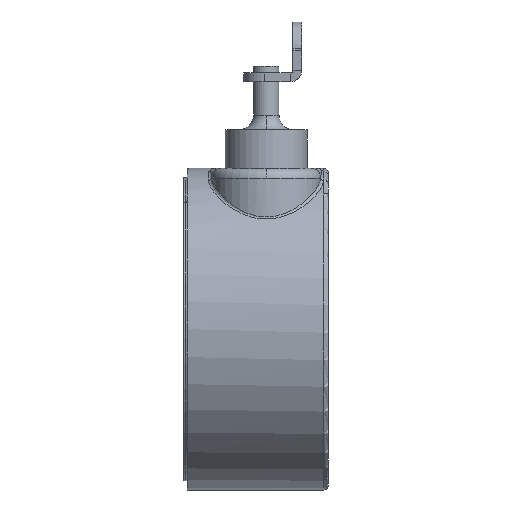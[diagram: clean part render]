
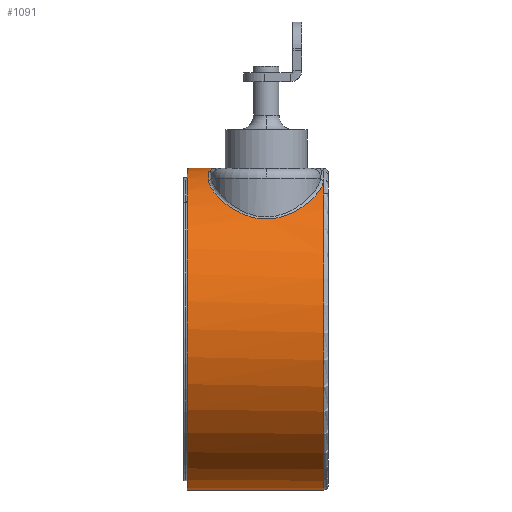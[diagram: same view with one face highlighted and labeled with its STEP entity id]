
A CAD part, left-side view. The second image highlights one B-rep face of the part: STEP entity #1091.
In plain terms, the highlighted cylindrical face has radius 8.255 mm (diameter 16.51 mm), a partial arc.
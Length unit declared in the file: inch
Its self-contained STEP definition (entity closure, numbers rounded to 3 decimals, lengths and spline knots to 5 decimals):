
#125 = AXIS2_PLACEMENT_3D ( 'NONE', #13644, #11825, #20176 ) ;
#608 = CYLINDRICAL_SURFACE ( 'NONE', #8153, 0.325 ) ;
#948 = CARTESIAN_POINT ( 'NONE',  ( 0., 0.236, 0.325 ) ) ;
#1091 = ADVANCED_FACE ( 'NONE', ( #10768 ), #608, .T. ) ;
#1237 = CARTESIAN_POINT ( 'NONE',  ( -0.22013, 0.18661, 0.23917 ) ) ;
#1348 = CARTESIAN_POINT ( 'NONE',  ( -0.20695, 0.04756, 0.25068 ) ) ;
#1450 = EDGE_CURVE ( 'NONE', #20435, #2005, #11190, .T. ) ;
#1573 = CARTESIAN_POINT ( 'NONE',  ( -0.23574, 0.1094, 0.22373 ) ) ;
#1695 = EDGE_LOOP ( 'NONE', ( #12841, #16136, #9525, #5802, #3465, #21995, #22182 ) ) ;
#2005 = VERTEX_POINT ( 'NONE', #18559 ) ;
#2392 = CIRCLE ( 'NONE', #20829, 0.325 ) ;
#2626 = CIRCLE ( 'NONE', #125, 0.325 ) ;
#2740 = AXIS2_PLACEMENT_3D ( 'NONE', #12641, #19497, #10920 ) ;
#3465 = ORIENTED_EDGE ( 'NONE', *, *, #15352, .T. ) ;
#3489 = CARTESIAN_POINT ( 'NONE',  ( -0.23642, 0.13412, 0.223 ) ) ;
#3869 = CARTESIAN_POINT ( 'NONE',  ( 0., 0.236, 0.325 ) ) ;
#4855 = CARTESIAN_POINT ( 'NONE',  ( -0.17958, 0.22758, 0.27132 ) ) ;
#4964 = CARTESIAN_POINT ( 'NONE',  ( -0.21167, 0.19885, 0.24668 ) ) ;
#5071 = CARTESIAN_POINT ( 'NONE',  ( -0.2237, 0.07177, 0.2358 ) ) ;
#5315 = CARTESIAN_POINT ( 'NONE',  ( 0., 0.285, 0.325 ) ) ;
#5558 = CARTESIAN_POINT ( 'NONE',  ( -0.04109, 0.24109, 0.32256 ) ) ;
#5802 = ORIENTED_EDGE ( 'NONE', *, *, #13590, .T. ) ;
#6432 = CARTESIAN_POINT ( 'NONE',  ( -0.23662, 0.11752, 0.2228 ) ) ;
#6457 = CARTESIAN_POINT ( 'NONE',  ( 0., 1.645, 0. ) ) ;
#6542 = CARTESIAN_POINT ( 'NONE',  ( -0.22994, 0.16592, 0.22972 ) ) ;
#6650 = CARTESIAN_POINT ( 'NONE',  ( -0.15945, 0.01594, 0.2833 ) ) ;
#6714 = VERTEX_POINT ( 'NONE', #5315 ) ;
#6871 = CARTESIAN_POINT ( 'NONE',  ( -0.17287, 0.02158, 0.27532 ) ) ;
#7261 = EDGE_CURVE ( 'NONE', #17904, #8559, #9311, .T. ) ;
#8104 = VECTOR ( 'NONE', #14088, 39.37008 ) ;
#8148 = CARTESIAN_POINT ( 'NONE',  ( -0.17917, 0.02498, 0.27124 ) ) ;
#8153 = AXIS2_PLACEMENT_3D ( 'NONE', #6457, #16420, #17995 ) ;
#8253 = CARTESIAN_POINT ( 'NONE',  ( -0.21996, 0.06512, 0.23932 ) ) ;
#8328 = EDGE_CURVE ( 'NONE', #6714, #8559, #2392, .T. ) ;
#8559 = VERTEX_POINT ( 'NONE', #21135 ) ;
#8597 = CARTESIAN_POINT ( 'NONE',  ( -0.23234, 0.09341, 0.22727 ) ) ;
#8971 = CARTESIAN_POINT ( 'NONE',  ( -0.0616, 0.242, 0.31911 ) ) ;
#9311 = LINE ( 'NONE', #21290, #10850 ) ;
#9525 = ORIENTED_EDGE ( 'NONE', *, *, #1450, .T. ) ;
#9659 = B_SPLINE_CURVE_WITH_KNOTS ( 'NONE', 3,
 ( #8971, #15866, #5558, #14183, #19347, #3869 ),
 .UNSPECIFIED., .F., .F.,
 ( 4, 2, 4 ),
 ( 0., 0.00079, 0.00159 ),
 .UNSPECIFIED. ) ;
#10572 = DIRECTION ( 'NONE',  ( 0., -1., 0. ) ) ;
#10768 = FACE_OUTER_BOUND ( 'NONE', #1695, .T. ) ;
#10850 = VECTOR ( 'NONE', #21513, 39.37008 ) ;
#10920 = DIRECTION ( 'NONE',  ( 0., 0., 1. ) ) ;
#11190 = B_SPLINE_CURVE_WITH_KNOTS ( 'NONE', 3,
 ( #18532, #17174, #22362, #15142, #6650, #6871, #8148, #15258, #16831, #1348, #20572, #8253, #5071, #21921, #8597, #1573, #6432, #22031, #3489, #12109, #11772, #20343, #6542, #16942, #1237, #4964, #11881, #13360, #4855, #11995, #18745, #13801 ),
 .UNSPECIFIED., .F., .F.,
 ( 4, 2, 2, 2, 2, 2, 2, 2, 2, 2, 2, 2, 2, 2, 2, 4 ),
 ( 0., 0.00063, 0.00125, 0.00188, 0.00251, 0.00313, 0.00376, 0.00438, 0.00501, 0.00532, 0.00564, 0.00626, 0.00689, 0.00752, 0.00877, 0.01002 ),
 .UNSPECIFIED. ) ;
#11772 = CARTESIAN_POINT ( 'NONE',  ( -0.23493, 0.14637, 0.22457 ) ) ;
#11825 = DIRECTION ( 'NONE',  ( 0., 1., 0. ) ) ;
#11829 = EDGE_CURVE ( 'NONE', #20950, #6714, #19153, .T. ) ;
#11881 = CARTESIAN_POINT ( 'NONE',  ( -0.207, 0.20438, 0.25064 ) ) ;
#11995 = CARTESIAN_POINT ( 'NONE',  ( -0.15302, 0.23878, 0.28714 ) ) ;
#12109 = CARTESIAN_POINT ( 'NONE',  ( -0.23557, 0.14234, 0.2239 ) ) ;
#12641 = CARTESIAN_POINT ( 'NONE',  ( 0., 0.242, 0. ) ) ;
#12841 = ORIENTED_EDGE ( 'NONE', *, *, #7261, .F. ) ;
#13237 = CIRCLE ( 'NONE', #2740, 0.325 ) ;
#13360 = CARTESIAN_POINT ( 'NONE',  ( -0.19169, 0.21945, 0.26277 ) ) ;
#13590 = EDGE_CURVE ( 'NONE', #2005, #14360, #13237, .T. ) ;
#13644 = CARTESIAN_POINT ( 'NONE',  ( 0., 0.01, 0. ) ) ;
#13801 = CARTESIAN_POINT ( 'NONE',  ( -0.12273, 0.242, 0.30093 ) ) ;
#14088 = DIRECTION ( 'NONE',  ( 0., 1., 0. ) ) ;
#14183 = CARTESIAN_POINT ( 'NONE',  ( -0.02057, 0.23883, 0.32451 ) ) ;
#14360 = VERTEX_POINT ( 'NONE', #22261 ) ;
#14520 = CARTESIAN_POINT ( 'NONE',  ( 0., 0.285, 0. ) ) ;
#15142 = CARTESIAN_POINT ( 'NONE',  ( -0.1524, 0.01375, 0.28717 ) ) ;
#15258 = CARTESIAN_POINT ( 'NONE',  ( -0.19106, 0.03291, 0.26301 ) ) ;
#15288 = CARTESIAN_POINT ( 'NONE',  ( 0., 0.01, -0.325 ) ) ;
#15352 = EDGE_CURVE ( 'NONE', #14360, #20950, #9659, .T. ) ;
#15866 = CARTESIAN_POINT ( 'NONE',  ( -0.05138, 0.242, 0.32108 ) ) ;
#16136 = ORIENTED_EDGE ( 'NONE', *, *, #21565, .T. ) ;
#16420 = DIRECTION ( 'NONE',  ( 0., 1., 0. ) ) ;
#16831 = CARTESIAN_POINT ( 'NONE',  ( -0.19669, 0.03748, 0.25881 ) ) ;
#16942 = CARTESIAN_POINT ( 'NONE',  ( -0.22381, 0.18003, 0.2357 ) ) ;
#17174 = CARTESIAN_POINT ( 'NONE',  ( -0.13046, 0.01, 0.29778 ) ) ;
#17265 = CARTESIAN_POINT ( 'NONE',  ( -0.12273, 0.01, 0.30093 ) ) ;
#17469 = DIRECTION ( 'NONE',  ( 0.547, 0., -0.837 ) ) ;
#17904 = VERTEX_POINT ( 'NONE', #15288 ) ;
#17995 = DIRECTION ( 'NONE',  ( 0., 0., 1. ) ) ;
#18532 = CARTESIAN_POINT ( 'NONE',  ( -0.12273, 0.01, 0.30093 ) ) ;
#18559 = CARTESIAN_POINT ( 'NONE',  ( -0.12273, 0.242, 0.30093 ) ) ;
#18745 = CARTESIAN_POINT ( 'NONE',  ( -0.1382, 0.242, 0.29463 ) ) ;
#19153 = LINE ( 'NONE', #20636, #8104 ) ;
#19347 = CARTESIAN_POINT ( 'NONE',  ( -0.01031, 0.23741, 0.325 ) ) ;
#19497 = DIRECTION ( 'NONE',  ( 0., 1., 0. ) ) ;
#20176 = DIRECTION ( 'NONE',  ( 0., 0., 1. ) ) ;
#20343 = CARTESIAN_POINT ( 'NONE',  ( -0.23243, 0.15825, 0.22717 ) ) ;
#20435 = VERTEX_POINT ( 'NONE', #17265 ) ;
#20572 = CARTESIAN_POINT ( 'NONE',  ( -0.2116, 0.05307, 0.24674 ) ) ;
#20636 = CARTESIAN_POINT ( 'NONE',  ( 0., 1.645, 0.325 ) ) ;
#20829 = AXIS2_PLACEMENT_3D ( 'NONE', #14520, #10572, #17469 ) ;
#20950 = VERTEX_POINT ( 'NONE', #948 ) ;
#21135 = CARTESIAN_POINT ( 'NONE',  ( 0., 0.285, -0.325 ) ) ;
#21290 = CARTESIAN_POINT ( 'NONE',  ( 0., 1.645, -0.325 ) ) ;
#21513 = DIRECTION ( 'NONE',  ( 0., 1., 0. ) ) ;
#21565 = EDGE_CURVE ( 'NONE', #17904, #20435, #2626, .T. ) ;
#21921 = CARTESIAN_POINT ( 'NONE',  ( -0.22988, 0.08591, 0.22978 ) ) ;
#21995 = ORIENTED_EDGE ( 'NONE', *, *, #11829, .T. ) ;
#22031 = CARTESIAN_POINT ( 'NONE',  ( -0.23664, 0.12991, 0.22277 ) ) ;
#22182 = ORIENTED_EDGE ( 'NONE', *, *, #8328, .T. ) ;
#22261 = CARTESIAN_POINT ( 'NONE',  ( -0.0616, 0.242, 0.31911 ) ) ;
#22362 = CARTESIAN_POINT ( 'NONE',  ( -0.13793, 0.01079, 0.29439 ) ) ;
